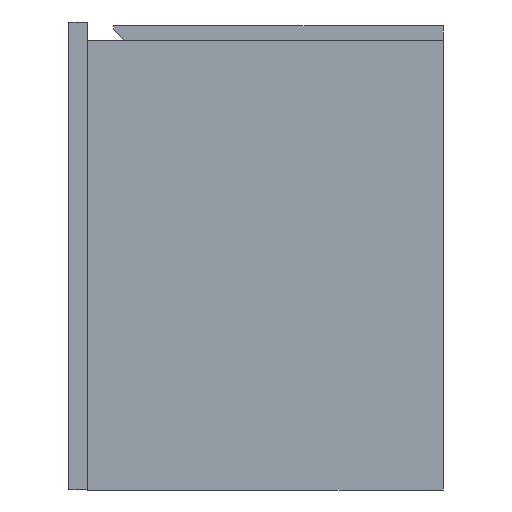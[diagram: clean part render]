
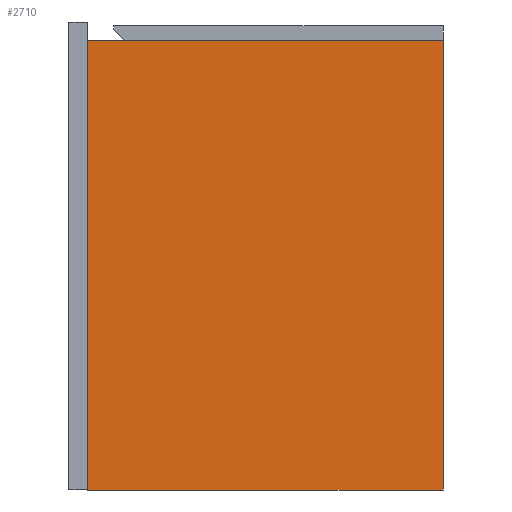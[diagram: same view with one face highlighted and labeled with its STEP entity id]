
A CAD part, left-side view. The second image highlights one B-rep face of the part: STEP entity #2710.
In plain terms, the highlighted planar face has unit normal (-1, 0, 0).
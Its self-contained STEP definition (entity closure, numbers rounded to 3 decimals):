
#41 = FACE_OUTER_BOUND ( 'NONE', #3204, .T. ) ;
#66 = CARTESIAN_POINT ( 'NONE',  ( -894., 190., 480. ) ) ;
#186 = VECTOR ( 'NONE', #2023, 1000. ) ;
#967 = LINE ( 'NONE', #66, #2613 ) ;
#1000 = VERTEX_POINT ( 'NONE', #1708 ) ;
#1026 = ORIENTED_EDGE ( 'NONE', *, *, #2423, .T. ) ;
#1084 = CARTESIAN_POINT ( 'NONE',  ( -894., -190., 480. ) ) ;
#1104 = EDGE_CURVE ( 'NONE', #1000, #1903, #2904, .T. ) ;
#1190 = DIRECTION ( 'NONE',  ( 0., 0., -1. ) ) ;
#1254 = ORIENTED_EDGE ( 'NONE', *, *, #2619, .F. ) ;
#1441 = CARTESIAN_POINT ( 'NONE',  ( -894., -190., 480. ) ) ;
#1517 = CARTESIAN_POINT ( 'NONE',  ( -894., 190., 480. ) ) ;
#1657 = LINE ( 'NONE', #3937, #186 ) ;
#1708 = CARTESIAN_POINT ( 'NONE',  ( -894., -190., 0. ) ) ;
#1769 = VECTOR ( 'NONE', #1190, 1000. ) ;
#1903 = VERTEX_POINT ( 'NONE', #2491 ) ;
#1914 = DIRECTION ( 'NONE',  ( 0., 1., 0. ) ) ;
#1963 = ORIENTED_EDGE ( 'NONE', *, *, #3931, .T. ) ;
#2003 = VECTOR ( 'NONE', #3007, 1000. ) ;
#2023 = DIRECTION ( 'NONE',  ( 0., 0., -1. ) ) ;
#2056 = CARTESIAN_POINT ( 'NONE',  ( -894., 190., 0. ) ) ;
#2261 = LINE ( 'NONE', #1084, #1769 ) ;
#2422 = DIRECTION ( 'NONE',  ( 0., 0., 1. ) ) ;
#2423 = EDGE_CURVE ( 'NONE', #3175, #3126, #967, .T. ) ;
#2491 = CARTESIAN_POINT ( 'NONE',  ( -894., 190., 0. ) ) ;
#2613 = VECTOR ( 'NONE', #1914, 1000. ) ;
#2619 = EDGE_CURVE ( 'NONE', #3175, #1000, #2261, .T. ) ;
#2710 = ADVANCED_FACE ( 'NONE', ( #41 ), #3076, .T. ) ;
#2904 = LINE ( 'NONE', #2056, #2003 ) ;
#2976 = CARTESIAN_POINT ( 'NONE',  ( -894., 190., 480. ) ) ;
#3007 = DIRECTION ( 'NONE',  ( 0., 1., 0. ) ) ;
#3076 = PLANE ( 'NONE',  #3658 ) ;
#3126 = VERTEX_POINT ( 'NONE', #2976 ) ;
#3156 = ORIENTED_EDGE ( 'NONE', *, *, #1104, .F. ) ;
#3175 = VERTEX_POINT ( 'NONE', #1441 ) ;
#3204 = EDGE_LOOP ( 'NONE', ( #3156, #1254, #1026, #1963 ) ) ;
#3658 = AXIS2_PLACEMENT_3D ( 'NONE', #1517, #4044, #2422 ) ;
#3931 = EDGE_CURVE ( 'NONE', #3126, #1903, #1657, .T. ) ;
#3937 = CARTESIAN_POINT ( 'NONE',  ( -894., 190., 480. ) ) ;
#4044 = DIRECTION ( 'NONE',  ( -1., 0., 0. ) ) ;
